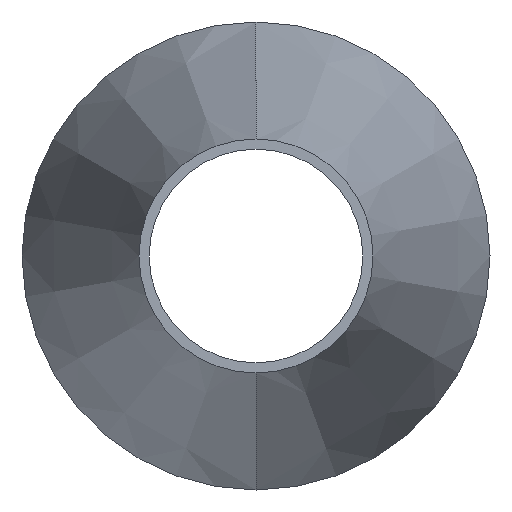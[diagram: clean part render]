
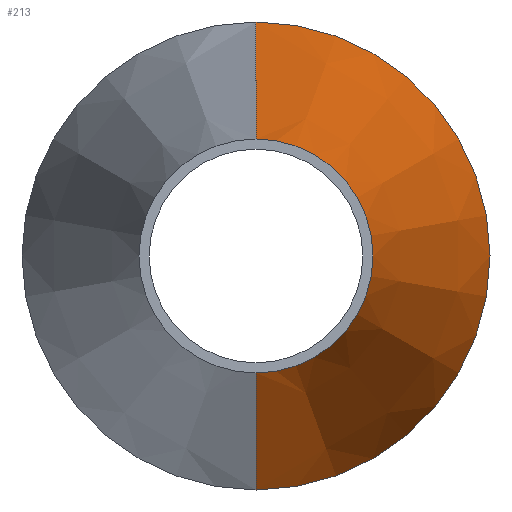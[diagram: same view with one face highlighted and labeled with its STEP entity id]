
A CAD part, front view. The second image highlights one B-rep face of the part: STEP entity #213.
In plain terms, the highlighted conical face has half-angle 14.252 degrees and reference radius 19.05 mm.
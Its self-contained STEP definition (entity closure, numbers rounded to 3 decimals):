
#10 = CARTESIAN_POINT ( 'NONE',  ( 0., 0., -19.05 ) ) ;
#11 = DIRECTION ( 'NONE',  ( 0., 1., 0. ) ) ;
#12 = VERTEX_POINT ( 'NONE', #186 ) ;
#24 = LINE ( 'NONE', #414, #96 ) ;
#32 = DIRECTION ( 'NONE',  ( 0., 0.969, 0.246 ) ) ;
#36 = VERTEX_POINT ( 'NONE', #92 ) ;
#38 = DIRECTION ( 'NONE',  ( 0., 0., -1. ) ) ;
#46 = DIRECTION ( 'NONE',  ( 0., 0., 1. ) ) ;
#50 = DIRECTION ( 'NONE',  ( 0., 1., 0. ) ) ;
#54 = EDGE_CURVE ( 'NONE', #12, #65, #24, .T. ) ;
#62 = CIRCLE ( 'NONE', #166, 38.1 ) ;
#65 = VERTEX_POINT ( 'NONE', #252 ) ;
#92 = CARTESIAN_POINT ( 'NONE',  ( 0., 75., -38.1 ) ) ;
#95 = AXIS2_PLACEMENT_3D ( 'NONE', #386, #128, #38 ) ;
#96 = VECTOR ( 'NONE', #32, 1000. ) ;
#97 = DIRECTION ( 'NONE',  ( 0., 0.969, -0.246 ) ) ;
#117 = EDGE_CURVE ( 'NONE', #304, #12, #135, .T. ) ;
#128 = DIRECTION ( 'NONE',  ( 0., -1., 0. ) ) ;
#135 = CIRCLE ( 'NONE', #95, 19.05 ) ;
#137 = CARTESIAN_POINT ( 'NONE',  ( 0., 0., 0. ) ) ;
#152 = EDGE_CURVE ( 'NONE', #304, #36, #393, .T. ) ;
#166 = AXIS2_PLACEMENT_3D ( 'NONE', #178, #50, #275 ) ;
#175 = EDGE_LOOP ( 'NONE', ( #343, #325, #355, #231 ) ) ;
#178 = CARTESIAN_POINT ( 'NONE',  ( 0., 75., 0. ) ) ;
#180 = FACE_OUTER_BOUND ( 'NONE', #175, .T. ) ;
#186 = CARTESIAN_POINT ( 'NONE',  ( 0., 0., 19.05 ) ) ;
#213 = ADVANCED_FACE ( 'NONE', ( #180 ), #258, .T. ) ;
#231 = ORIENTED_EDGE ( 'NONE', *, *, #54, .F. ) ;
#252 = CARTESIAN_POINT ( 'NONE',  ( 0., 75., 38.1 ) ) ;
#257 = CARTESIAN_POINT ( 'NONE',  ( 0., 0., -19.05 ) ) ;
#258 = CONICAL_SURFACE ( 'NONE', #396, 19.05, 0.249 ) ;
#275 = DIRECTION ( 'NONE',  ( 0., 0., 1. ) ) ;
#304 = VERTEX_POINT ( 'NONE', #10 ) ;
#325 = ORIENTED_EDGE ( 'NONE', *, *, #152, .T. ) ;
#340 = VECTOR ( 'NONE', #97, 1000. ) ;
#343 = ORIENTED_EDGE ( 'NONE', *, *, #117, .F. ) ;
#353 = EDGE_CURVE ( 'NONE', #65, #36, #62, .T. ) ;
#355 = ORIENTED_EDGE ( 'NONE', *, *, #353, .F. ) ;
#386 = CARTESIAN_POINT ( 'NONE',  ( 0., 0., 0. ) ) ;
#393 = LINE ( 'NONE', #257, #340 ) ;
#396 = AXIS2_PLACEMENT_3D ( 'NONE', #137, #11, #46 ) ;
#414 = CARTESIAN_POINT ( 'NONE',  ( 0., 0., 19.05 ) ) ;
